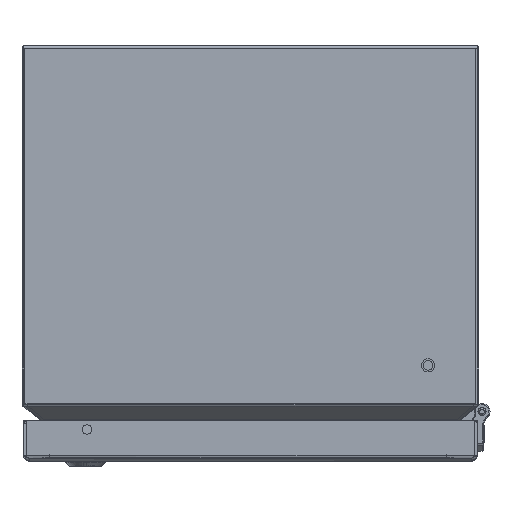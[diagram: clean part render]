
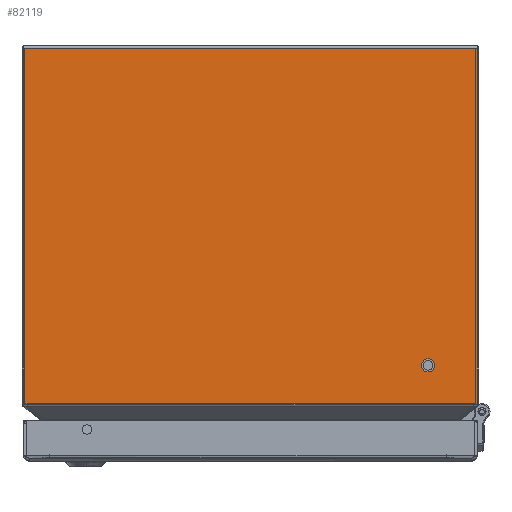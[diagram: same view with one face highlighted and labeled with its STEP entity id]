
A CAD part, left-side view. The second image highlights one B-rep face of the part: STEP entity #82119.
In plain terms, the highlighted face is planar.
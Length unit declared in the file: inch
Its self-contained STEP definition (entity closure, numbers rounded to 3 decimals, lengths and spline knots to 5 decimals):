
#2093 = LINE ( 'NONE', #54937, #51897 ) ;
#2623 = VERTEX_POINT ( 'NONE', #69283 ) ;
#4965 = VERTEX_POINT ( 'NONE', #12931 ) ;
#4996 = PLANE ( 'NONE',  #12920 ) ;
#8099 = EDGE_CURVE ( 'NONE', #30991, #2623, #27093, .T. ) ;
#8540 = VERTEX_POINT ( 'NONE', #37099 ) ;
#9011 = CARTESIAN_POINT ( 'NONE',  ( 0.15, 8.81992, -8.13506 ) ) ;
#11316 = DIRECTION ( 'NONE',  ( 0., 1., 0. ) ) ;
#12920 = AXIS2_PLACEMENT_3D ( 'NONE', #26875, #34024, #46130 ) ;
#12931 = CARTESIAN_POINT ( 'NONE',  ( 0.15, 8.81992, -8.13506 ) ) ;
#14207 = ORIENTED_EDGE ( 'NONE', *, *, #64342, .F. ) ;
#18013 = EDGE_LOOP ( 'NONE', ( #14207, #60631, #35535, #68119 ) ) ;
#24208 = LINE ( 'NONE', #9011, #51066 ) ;
#24658 = CARTESIAN_POINT ( 'NONE',  ( 0.15, -0.12008, -8.13506 ) ) ;
#26875 = CARTESIAN_POINT ( 'NONE',  ( 0.15, 8.81992, -1.10002 ) ) ;
#27093 = LINE ( 'NONE', #33379, #62319 ) ;
#30030 = DIRECTION ( 'NONE',  ( 0., -1., 0. ) ) ;
#30991 = VERTEX_POINT ( 'NONE', #24658 ) ;
#33379 = CARTESIAN_POINT ( 'NONE',  ( 0.15, -0.12008, -1.10002 ) ) ;
#34024 = DIRECTION ( 'NONE',  ( -1., 0., 0. ) ) ;
#35535 = ORIENTED_EDGE ( 'NONE', *, *, #61764, .F. ) ;
#37099 = CARTESIAN_POINT ( 'NONE',  ( 0.15, 8.81992, -1.1236 ) ) ;
#45283 = CARTESIAN_POINT ( 'NONE',  ( 0.15, 8.81992, -1.1236 ) ) ;
#46130 = DIRECTION ( 'NONE',  ( 0., 1., 0. ) ) ;
#48606 = DIRECTION ( 'NONE',  ( 0., 0., -1. ) ) ;
#51066 = VECTOR ( 'NONE', #30030, 39.37008 ) ;
#51897 = VECTOR ( 'NONE', #48606, 39.37008 ) ;
#54398 = DIRECTION ( 'NONE',  ( 0., 0., 1. ) ) ;
#54937 = CARTESIAN_POINT ( 'NONE',  ( 0.15, 8.81992, -1.10002 ) ) ;
#60631 = ORIENTED_EDGE ( 'NONE', *, *, #74757, .F. ) ;
#61764 = EDGE_CURVE ( 'NONE', #2623, #8540, #78906, .T. ) ;
#62319 = VECTOR ( 'NONE', #54398, 39.37008 ) ;
#64342 = EDGE_CURVE ( 'NONE', #4965, #30991, #24208, .T. ) ;
#68119 = ORIENTED_EDGE ( 'NONE', *, *, #8099, .F. ) ;
#69283 = CARTESIAN_POINT ( 'NONE',  ( 0.15, -0.12008, -1.1236 ) ) ;
#70797 = FACE_OUTER_BOUND ( 'NONE', #18013, .T. ) ;
#74757 = EDGE_CURVE ( 'NONE', #8540, #4965, #2093, .T. ) ;
#78906 = LINE ( 'NONE', #45283, #83450 ) ;
#82119 = ADVANCED_FACE ( 'NONE', ( #70797 ), #4996, .F. ) ;
#83450 = VECTOR ( 'NONE', #11316, 39.37008 ) ;
